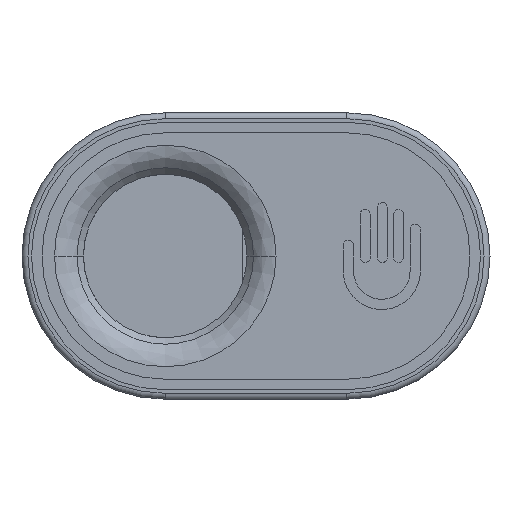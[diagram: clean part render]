
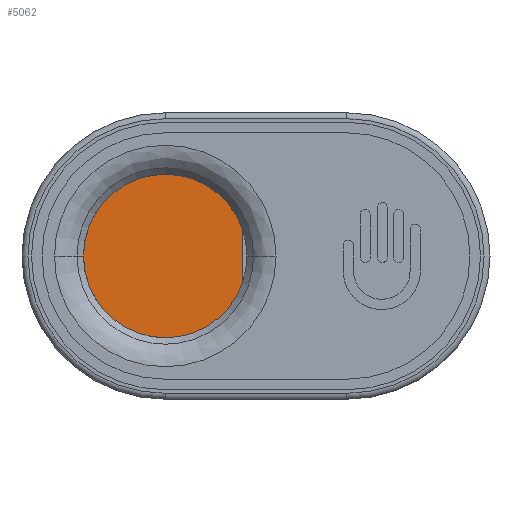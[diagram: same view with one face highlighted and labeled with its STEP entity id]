
A CAD part, front view. The second image highlights one B-rep face of the part: STEP entity #5062.
In plain terms, the highlighted planar face has unit normal (0, -1, 0).
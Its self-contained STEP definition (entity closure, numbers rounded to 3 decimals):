
#4895=CARTESIAN_POINT('',(0.,1.,0.));
#4896=DIRECTION('',(0.,-1.,0.));
#4897=DIRECTION('',(0.942,0.,0.337));
#4898=AXIS2_PLACEMENT_3D('',#4895,#4896,#4897);
#4910=DIRECTION('',(0.,0.,-1.));
#4911=VECTOR('',#4910,2.884);
#4912=CARTESIAN_POINT('',(4.034,1.,1.442));
#4913=LINE('',#4912,#4911);
#4981=CARTESIAN_POINT('',(4.034,1.,-1.442));
#4982=VERTEX_POINT('',#4981);
#4983=CARTESIAN_POINT('',(4.034,1.,1.442));
#4984=VERTEX_POINT('',#4983);
#5053=CARTESIAN_POINT('',(0.,1.,0.));
#5054=DIRECTION('',(0.,-1.,0.));
#5055=DIRECTION('',(-1.,0.,0.));
#5056=AXIS2_PLACEMENT_3D('',#5053,#5054,#5055);
#5057=PLANE('',#5056);
#5058=ORIENTED_EDGE('',*,*,#5033,.T.);
#5059=ORIENTED_EDGE('',*,*,#5047,.F.);
#5060=EDGE_LOOP('',(#5058,#5059));
#5061=FACE_OUTER_BOUND('',#5060,.F.);
#4899=CIRCLE('',#4898,4.284);
#5033=EDGE_CURVE('',#4984,#4982,#4913,.T.);
#5047=EDGE_CURVE('',#4984,#4982,#4899,.T.);
#5062=ADVANCED_FACE('',(#5061),#5057,.T.);
